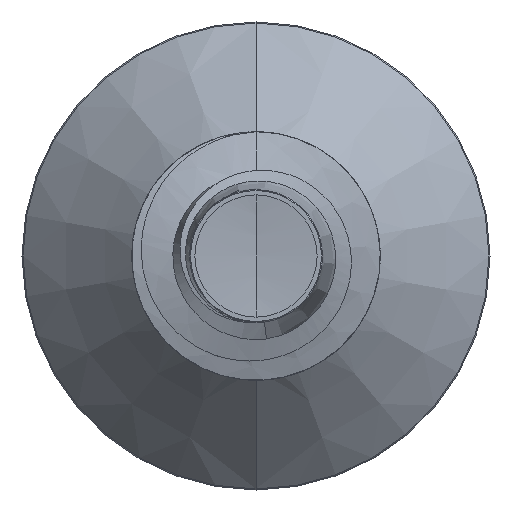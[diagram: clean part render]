
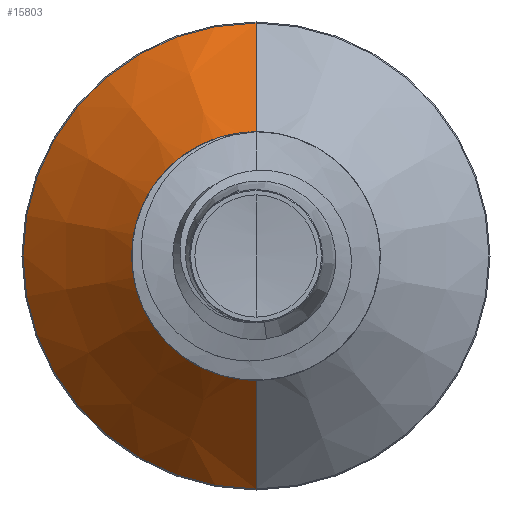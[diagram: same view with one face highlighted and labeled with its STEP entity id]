
A CAD part, front view. The second image highlights one B-rep face of the part: STEP entity #15803.
In plain terms, the highlighted conical face has half-angle 45 degrees and reference radius 2.744 mm.
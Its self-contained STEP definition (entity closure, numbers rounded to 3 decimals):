
#915 = VERTEX_POINT ( 'NONE', #8281 ) ;
#1079 = EDGE_CURVE ( 'NONE', #1081, #16579, #2412, .T. ) ;
#1081 = VERTEX_POINT ( 'NONE', #7450 ) ;
#1292 = CIRCLE ( 'NONE', #7162, 5.624 ) ;
#2412 = LINE ( 'NONE', #7474, #6146 ) ;
#3567 = ORIENTED_EDGE ( 'NONE', *, *, #1079, .F. ) ;
#3825 = ORIENTED_EDGE ( 'NONE', *, *, #15019, .T. ) ;
#4100 = ORIENTED_EDGE ( 'NONE', *, *, #4631, .T. ) ;
#4631 = EDGE_CURVE ( 'NONE', #915, #13187, #10030, .T. ) ;
#6146 = VECTOR ( 'NONE', #7424, 1000. ) ;
#6580 = ORIENTED_EDGE ( 'NONE', *, *, #12427, .F. ) ;
#6765 = DIRECTION ( 'NONE',  ( 0., 1., 0. ) ) ;
#7162 = AXIS2_PLACEMENT_3D ( 'NONE', #9737, #16858, #11083 ) ;
#7424 = DIRECTION ( 'NONE',  ( 0., 0.707, -0.707 ) ) ;
#7450 = CARTESIAN_POINT ( 'NONE',  ( 0., 13.745, -2.745 ) ) ;
#7474 = CARTESIAN_POINT ( 'NONE',  ( 0., 13.745, -2.745 ) ) ;
#8281 = CARTESIAN_POINT ( 'NONE',  ( 0., 13.745, 2.745 ) ) ;
#8497 = DIRECTION ( 'NONE',  ( 0., 0.707, 0.707 ) ) ;
#8628 = CARTESIAN_POINT ( 'NONE',  ( 0., 13.745, 2.745 ) ) ;
#9737 = CARTESIAN_POINT ( 'NONE',  ( 0., 16.624, 0. ) ) ;
#9969 = EDGE_LOOP ( 'NONE', ( #3567, #3825, #4100, #6580 ) ) ;
#10030 = LINE ( 'NONE', #8628, #13339 ) ;
#10169 = CARTESIAN_POINT ( 'NONE',  ( 0., 13.745, 0. ) ) ;
#10329 = CARTESIAN_POINT ( 'NONE',  ( 0., 16.624, 5.624 ) ) ;
#10664 = CONICAL_SURFACE ( 'NONE', #11124, 2.745, 0.785 ) ;
#11083 = DIRECTION ( 'NONE',  ( 0., 0., 1. ) ) ;
#11124 = AXIS2_PLACEMENT_3D ( 'NONE', #10169, #11482, #13655 ) ;
#11482 = DIRECTION ( 'NONE',  ( 0., 1., 0. ) ) ;
#12427 = EDGE_CURVE ( 'NONE', #16579, #13187, #1292, .T. ) ;
#13043 = AXIS2_PLACEMENT_3D ( 'NONE', #14390, #6765, #15427 ) ;
#13187 = VERTEX_POINT ( 'NONE', #10329 ) ;
#13339 = VECTOR ( 'NONE', #8497, 1000. ) ;
#13655 = DIRECTION ( 'NONE',  ( 0., 0., 1. ) ) ;
#14204 = CARTESIAN_POINT ( 'NONE',  ( 0., 16.624, -5.624 ) ) ;
#14390 = CARTESIAN_POINT ( 'NONE',  ( 0., 13.745, 0. ) ) ;
#14774 = CIRCLE ( 'NONE', #13043, 2.745 ) ;
#15019 = EDGE_CURVE ( 'NONE', #1081, #915, #14774, .T. ) ;
#15427 = DIRECTION ( 'NONE',  ( 0., 0., 1. ) ) ;
#15803 = ADVANCED_FACE ( 'NONE', ( #16453 ), #10664, .T. ) ;
#16453 = FACE_OUTER_BOUND ( 'NONE', #9969, .T. ) ;
#16579 = VERTEX_POINT ( 'NONE', #14204 ) ;
#16858 = DIRECTION ( 'NONE',  ( 0., 1., 0. ) ) ;
